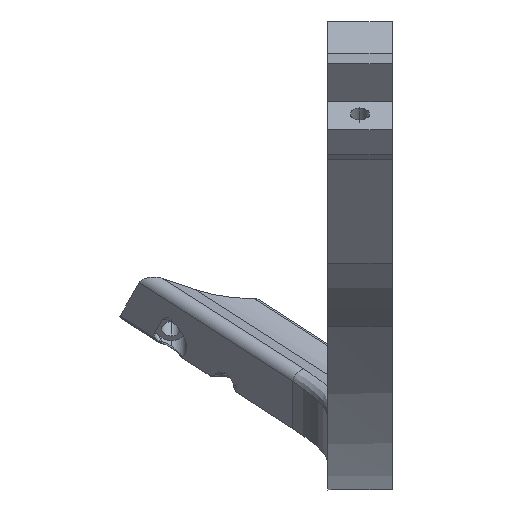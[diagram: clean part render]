
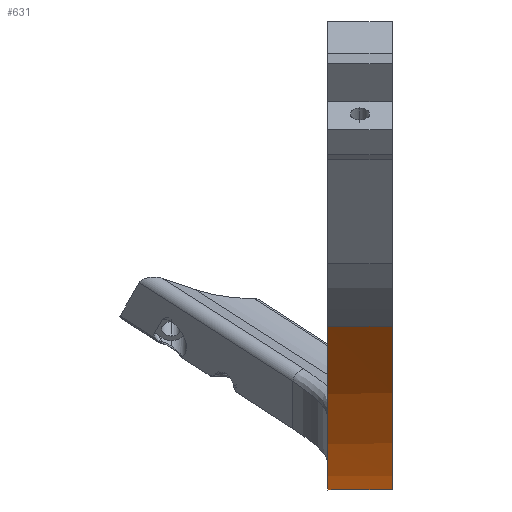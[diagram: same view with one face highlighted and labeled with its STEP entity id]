
A CAD part, top view. The second image highlights one B-rep face of the part: STEP entity #631.
In plain terms, the highlighted cylindrical face has radius 241.476 mm (diameter 482.953 mm), a partial arc.
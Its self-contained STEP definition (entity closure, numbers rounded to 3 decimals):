
#10 = EDGE_CURVE ( 'NONE', #2651, #171, #55, .T. ) ;
#26 = DIRECTION ( 'NONE',  ( 1., 0., 0. ) ) ;
#55 = CIRCLE ( 'NONE', #1178, 241.476 ) ;
#66 = CARTESIAN_POINT ( 'NONE',  ( 0., 12.741, -2.226 ) ) ;
#68 = EDGE_CURVE ( 'NONE', #1066, #171, #2403, .T. ) ;
#87 = CARTESIAN_POINT ( 'NONE',  ( 0., 241.476, 75.176 ) ) ;
#123 = CARTESIAN_POINT ( 'NONE',  ( 12., 30.374, 192.421 ) ) ;
#140 = CARTESIAN_POINT ( 'NONE',  ( 12., 12.741, -2.226 ) ) ;
#171 = VERTEX_POINT ( 'NONE', #2534 ) ;
#296 = DIRECTION ( 'NONE',  ( -1., 0., 0. ) ) ;
#329 = CIRCLE ( 'NONE', #1679, 241.476 ) ;
#403 = VERTEX_POINT ( 'NONE', #976 ) ;
#596 = DIRECTION ( 'NONE',  ( 0., 0., 1. ) ) ;
#621 = CYLINDRICAL_SURFACE ( 'NONE', #2003, 241.476 ) ;
#625 = VERTEX_POINT ( 'NONE', #1695 ) ;
#631 = ADVANCED_FACE ( 'NONE', ( #2115 ), #621, .T. ) ;
#645 = EDGE_LOOP ( 'NONE', ( #2183, #1749, #1972, #1172, #1705 ) ) ;
#728 = DIRECTION ( 'NONE',  ( 0., 0., 1. ) ) ;
#743 = CARTESIAN_POINT ( 'NONE',  ( 0., 241.476, 75.176 ) ) ;
#798 = LINE ( 'NONE', #140, #1982 ) ;
#853 = CARTESIAN_POINT ( 'NONE',  ( 12., 241.476, 75.176 ) ) ;
#886 = EDGE_CURVE ( 'NONE', #625, #403, #329, .T. ) ;
#976 = CARTESIAN_POINT ( 'NONE',  ( 12., 12.741, -2.226 ) ) ;
#1066 = VERTEX_POINT ( 'NONE', #1206 ) ;
#1067 = DIRECTION ( 'NONE',  ( -1., 0., 0. ) ) ;
#1172 = ORIENTED_EDGE ( 'NONE', *, *, #10, .F. ) ;
#1178 = AXIS2_PLACEMENT_3D ( 'NONE', #743, #296, #728 ) ;
#1206 = CARTESIAN_POINT ( 'NONE',  ( 0., 30.374, 192.421 ) ) ;
#1484 = CARTESIAN_POINT ( 'NONE',  ( 12., 241.476, 75.176 ) ) ;
#1574 = LINE ( 'NONE', #123, #2067 ) ;
#1652 = DIRECTION ( 'NONE',  ( -1., 0., 0. ) ) ;
#1679 = AXIS2_PLACEMENT_3D ( 'NONE', #1484, #1702, #596 ) ;
#1695 = CARTESIAN_POINT ( 'NONE',  ( 12., 30.374, 192.421 ) ) ;
#1702 = DIRECTION ( 'NONE',  ( 1., 0., 0. ) ) ;
#1705 = ORIENTED_EDGE ( 'NONE', *, *, #2204, .F. ) ;
#1706 = DIRECTION ( 'NONE',  ( 0., 0., 1. ) ) ;
#1749 = ORIENTED_EDGE ( 'NONE', *, *, #2027, .T. ) ;
#1972 = ORIENTED_EDGE ( 'NONE', *, *, #68, .T. ) ;
#1982 = VECTOR ( 'NONE', #1652, 1000. ) ;
#2003 = AXIS2_PLACEMENT_3D ( 'NONE', #853, #1067, #1706 ) ;
#2027 = EDGE_CURVE ( 'NONE', #625, #1066, #1574, .T. ) ;
#2067 = VECTOR ( 'NONE', #2638, 1000. ) ;
#2115 = FACE_OUTER_BOUND ( 'NONE', #645, .T. ) ;
#2166 = DIRECTION ( 'NONE',  ( 0., 0., 1. ) ) ;
#2183 = ORIENTED_EDGE ( 'NONE', *, *, #886, .F. ) ;
#2204 = EDGE_CURVE ( 'NONE', #403, #2651, #798, .T. ) ;
#2358 = AXIS2_PLACEMENT_3D ( 'NONE', #87, #26, #2166 ) ;
#2403 = CIRCLE ( 'NONE', #2358, 241.476 ) ;
#2534 = CARTESIAN_POINT ( 'NONE',  ( 0., 5.437, 24.224 ) ) ;
#2638 = DIRECTION ( 'NONE',  ( -1., 0., 0. ) ) ;
#2651 = VERTEX_POINT ( 'NONE', #66 ) ;
